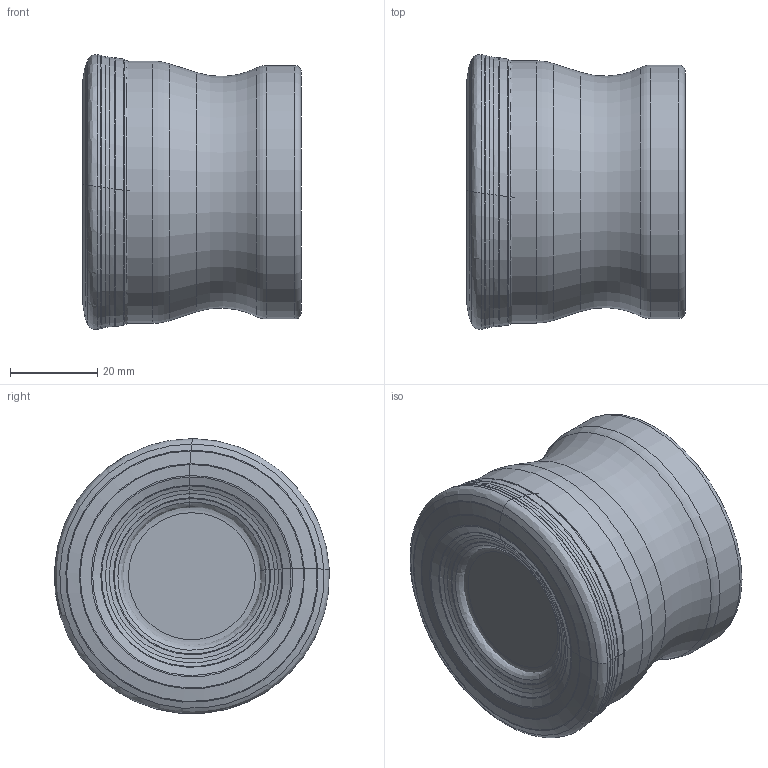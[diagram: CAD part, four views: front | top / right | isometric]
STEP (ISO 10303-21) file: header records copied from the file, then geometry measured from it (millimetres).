
FILE_DESCRIPTION(/* description */ (''),/* implementation_level */ '2;1');
FILE_NAME(/* name */ 'AHFMC-JD1405-D063-A22-Z04-H.stp',/* time_stamp */ '2023-10-10T09:46:37+03:00',/* author */ (''),/* organization */ (''),/* preprocessor_version */ 'ST-DEVELOPER v19.4',/* originating_system */ 'SIEMENS PLM Software NX2306.5001',/* authorisation */ '');
FILE_SCHEMA (('AUTOMOTIVE_DESIGN { 1 0 10303 214 3 1 1 1 }'));
Length unit declared in the file: millimetre
Products named in the file (1): AHFMC-JD1405-D063-A22-Z04-H-LIGHT_x_t_objects
Bounding box: 50 x 62.91 x 62.9 mm (x, y, z)
Volume: 149950.4 mm3; surface area: 21744.5 mm2
Topology: 2 solids, 2 shells, 108 faces, 213 edges, 107 vertices
Faces by surface type: bspline 84, torus 12, revolution 5, cylinder 3, cone 2, plane 2
Full cylindrical faces by diameter (mm): 58 x1, 58.8 x1, 60 x1
Entity records: 3772 total; most frequent: CARTESIAN_POINT 1851, DIRECTION 391, ORIENTED_EDGE 382, EDGE_CURVE 191, AXIS2_PLACEMENT_3D 175, CIRCLE 137, EDGE_LOOP 130, ADVANCED_FACE 108
